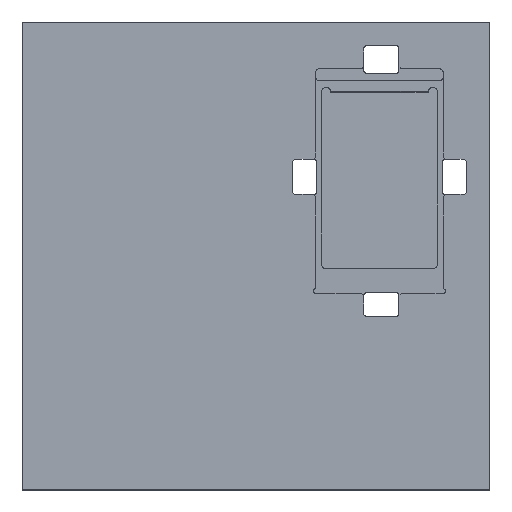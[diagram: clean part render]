
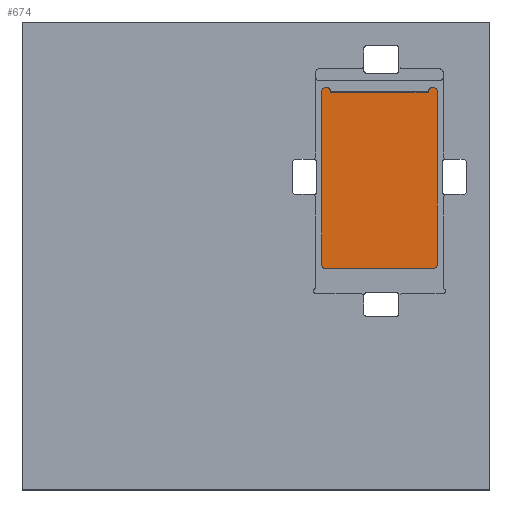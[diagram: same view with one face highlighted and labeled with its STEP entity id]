
A CAD part, top view. The second image highlights one B-rep face of the part: STEP entity #674.
In plain terms, the highlighted planar face has unit normal (0, 0, 1).
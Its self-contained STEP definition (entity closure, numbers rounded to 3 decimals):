
#674=ADVANCED_FACE('',(#1223),#1225,.T.);
#1223=FACE_BOUND('',#1224,.T.);
#1224=EDGE_LOOP('',(#1675,#1676,#1677,#1678,#1679,#1680,#1681,#1682));
#1225=PLANE('',#1226);
#1226=AXIS2_PLACEMENT_3D('',#1227,#1228,#1229);
#1227=CARTESIAN_POINT('',(0.,0.,7.6));
#1228=DIRECTION('',(0.,0.,1.));
#1229=DIRECTION('',(-1.,0.,0.));
#1675=ORIENTED_EDGE('',*,*,#1887,.F.);
#1676=ORIENTED_EDGE('',*,*,#1903,.T.);
#1677=ORIENTED_EDGE('',*,*,#1902,.F.);
#1678=ORIENTED_EDGE('',*,*,#1900,.T.);
#1679=ORIENTED_EDGE('',*,*,#1897,.T.);
#1680=ORIENTED_EDGE('',*,*,#1894,.T.);
#1681=ORIENTED_EDGE('',*,*,#1891,.T.);
#1682=ORIENTED_EDGE('',*,*,#1888,.T.);
#1887=EDGE_CURVE('',#2240,#2238,#2242,.F.);
#1888=EDGE_CURVE('',#2243,#2238,#2244,.T.);
#1891=EDGE_CURVE('',#2248,#2243,#2249,.T.);
#1894=EDGE_CURVE('',#2253,#2248,#2254,.T.);
#1897=EDGE_CURVE('',#2257,#2253,#2258,.T.);
#1900=EDGE_CURVE('',#2260,#2257,#2262,.T.);
#1902=EDGE_CURVE('',#2260,#2263,#2265,.F.);
#1903=EDGE_CURVE('',#2240,#2263,#2266,.T.);
#2238=VERTEX_POINT('',#3013);
#2240=VERTEX_POINT('',#3017);
#2242=CIRCLE('',#3021,2.);
#2243=VERTEX_POINT('',#3025);
#2244=LINE('',#3026,#3027);
#2248=VERTEX_POINT('',#3037);
#2249=CIRCLE('',#3038,2.);
#2253=VERTEX_POINT('',#3049);
#2254=LINE('',#3050,#3051);
#2257=VERTEX_POINT('',#3060);
#2258=CIRCLE('',#3061,2.);
#2260=VERTEX_POINT('',#3068);
#2262=LINE('',#3072,#3073);
#2263=VERTEX_POINT('',#3075);
#2265=CIRCLE('',#3079,2.);
#2266=LINE('',#3083,#3084);
#3013=CARTESIAN_POINT('',(-72.,-103.5,7.6));
#3017=CARTESIAN_POINT('',(-70.,-105.5,7.6));
#3021=AXIS2_PLACEMENT_3D('',#3022,#3023,#3024);
#3022=CARTESIAN_POINT('',(-70.,-103.5,7.6));
#3023=DIRECTION('',(0.,0.,1.));
#3024=DIRECTION('',(-1.,0.,0.));
#3025=CARTESIAN_POINT('',(-72.,-30.,7.6));
#3026=CARTESIAN_POINT('',(-72.,-30.,7.6));
#3027=VECTOR('',#3028,1.);
#3028=DIRECTION('',(0.,-1.,0.));
#3037=CARTESIAN_POINT('',(-68.001,-29.927,7.6));
#3038=AXIS2_PLACEMENT_3D('',#3039,#3040,#3041);
#3039=CARTESIAN_POINT('',(-70.001,-29.927,7.6));
#3040=DIRECTION('',(0.,0.,1.));
#3041=DIRECTION('',(1.,0.,0.));
#3049=CARTESIAN_POINT('',(-26.481,-29.927,7.6));
#3050=CARTESIAN_POINT('',(-26.481,-29.927,7.6));
#3051=VECTOR('',#3052,1.);
#3052=DIRECTION('',(-1.,0.,0.));
#3060=CARTESIAN_POINT('',(-22.5,-30.2,7.6));
#3061=AXIS2_PLACEMENT_3D('',#3062,#3063,#3064);
#3062=CARTESIAN_POINT('',(-24.481,-29.927,7.6));
#3063=DIRECTION('',(0.,0.,1.));
#3064=DIRECTION('',(0.991,-0.136,0.));
#3068=CARTESIAN_POINT('',(-22.5,-103.5,7.6));
#3072=CARTESIAN_POINT('',(-22.5,-103.5,7.6));
#3073=VECTOR('',#3074,1.);
#3074=DIRECTION('',(0.,1.,0.));
#3075=CARTESIAN_POINT('',(-24.5,-105.5,7.6));
#3079=AXIS2_PLACEMENT_3D('',#3080,#3081,#3082);
#3080=CARTESIAN_POINT('',(-24.5,-103.5,7.6));
#3081=DIRECTION('',(0.,0.,1.));
#3082=DIRECTION('',(0.,-1.,0.));
#3083=CARTESIAN_POINT('',(-70.,-105.5,7.6));
#3084=VECTOR('',#3085,1.);
#3085=DIRECTION('',(1.,0.,0.));
